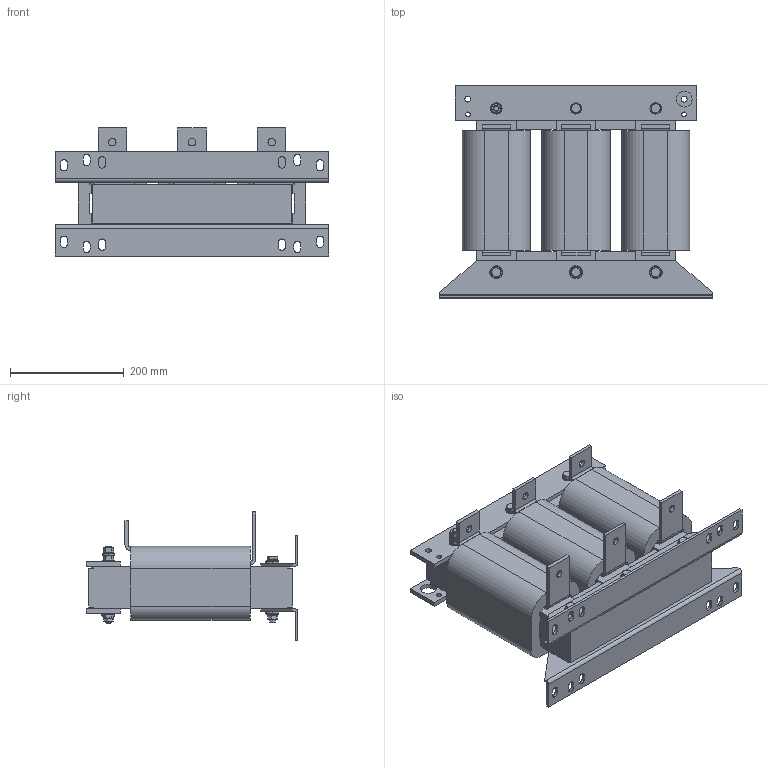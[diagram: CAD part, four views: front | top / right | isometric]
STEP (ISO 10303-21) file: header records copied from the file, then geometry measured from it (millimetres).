
FILE_DESCRIPTION (( 'STEP AP214' ), '1' );
FILE_NAME ('144398.STEP', '2020-05-29T00:30:44', ( '' ), ( '' ), 'SwSTEP 2.0', 'SolidWorks 2018', '' );
FILE_SCHEMA (( 'AUTOMOTIVE_DESIGN' ));
Length unit declared in the file: millimetre
Products named in the file (1): 144398
Bounding box: 480 x 372.4 x 225 mm (x, y, z)
Volume: 13436155.3 mm3; surface area: 1138871.2 mm2
Topology: 1 solids, 1 shells, 922 faces, 2373 edges, 1508 vertices
Faces by surface type: plane 596, cylinder 192, cone 132, torus 2
Entity records: 28799 total; most frequent: CARTESIAN_POINT 6208, ORIENTED_EDGE 4746, DIRECTION 4519, EDGE_CURVE 2373, VECTOR 1585, LINE 1585, VERTEX_POINT 1508, AXIS2_PLACEMENT_3D 1467
